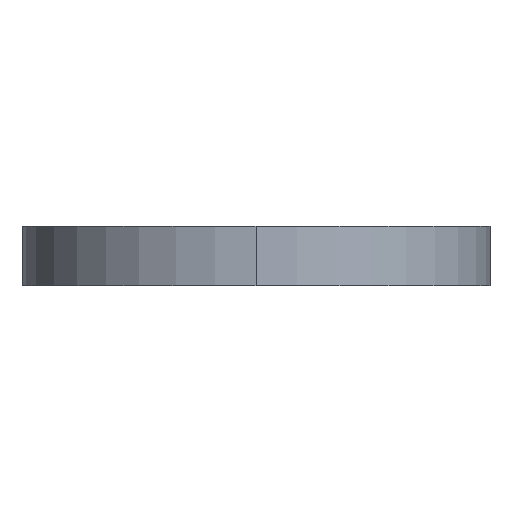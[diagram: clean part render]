
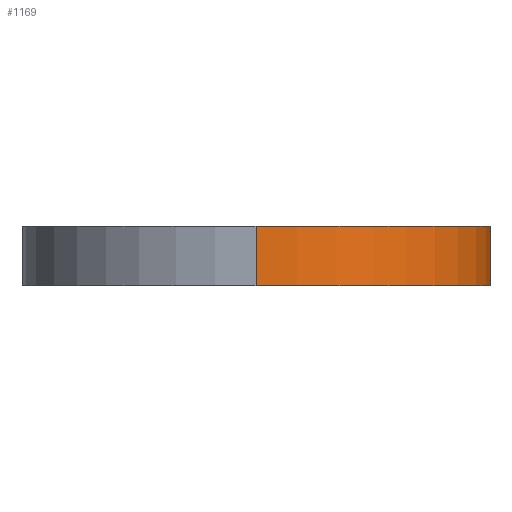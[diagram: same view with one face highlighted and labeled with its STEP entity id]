
A CAD part, left-side view. The second image highlights one B-rep face of the part: STEP entity #1169.
In plain terms, the highlighted cylindrical face has radius 25 mm (diameter 50 mm), a partial arc.
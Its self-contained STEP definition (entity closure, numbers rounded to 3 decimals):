
#8 = DIRECTION ( 'NONE',  ( 0., 0., -1. ) ) ;
#18 = DIRECTION ( 'NONE',  ( 0., 0., 1. ) ) ;
#78 = CARTESIAN_POINT ( 'NONE',  ( -25., 0., 6.4 ) ) ;
#92 = CARTESIAN_POINT ( 'NONE',  ( 0., 0., 6.4 ) ) ;
#170 = DIRECTION ( 'NONE',  ( 1., 0., 0. ) ) ;
#171 = VECTOR ( 'NONE', #8, 1000. ) ;
#213 = CARTESIAN_POINT ( 'NONE',  ( -25., 0., 0. ) ) ;
#218 = CARTESIAN_POINT ( 'NONE',  ( -25., 0., 6.4 ) ) ;
#236 = CYLINDRICAL_SURFACE ( 'NONE', #249, 25. ) ;
#249 = AXIS2_PLACEMENT_3D ( 'NONE', #92, #521, #325 ) ;
#281 = LINE ( 'NONE', #651, #532 ) ;
#284 = CARTESIAN_POINT ( 'NONE',  ( 0., 0., 6.4 ) ) ;
#288 = ORIENTED_EDGE ( 'NONE', *, *, #787, .T. ) ;
#308 = CARTESIAN_POINT ( 'NONE',  ( 12.424, -21.694, 0. ) ) ;
#325 = DIRECTION ( 'NONE',  ( -1., 0., 0. ) ) ;
#348 = AXIS2_PLACEMENT_3D ( 'NONE', #1310, #987, #720 ) ;
#393 = VERTEX_POINT ( 'NONE', #308 ) ;
#405 = ORIENTED_EDGE ( 'NONE', *, *, #1026, .F. ) ;
#511 = FACE_OUTER_BOUND ( 'NONE', #1260, .T. ) ;
#521 = DIRECTION ( 'NONE',  ( 0., 0., -1. ) ) ;
#532 = VECTOR ( 'NONE', #18, 1000. ) ;
#616 = DIRECTION ( 'NONE',  ( 0., 0., 1. ) ) ;
#651 = CARTESIAN_POINT ( 'NONE',  ( 12.424, -21.694, 6.4 ) ) ;
#655 = VERTEX_POINT ( 'NONE', #213 ) ;
#720 = DIRECTION ( 'NONE',  ( 1., 0., 0. ) ) ;
#741 = LINE ( 'NONE', #218, #171 ) ;
#785 = VERTEX_POINT ( 'NONE', #1276 ) ;
#787 = EDGE_CURVE ( 'NONE', #393, #785, #281, .T. ) ;
#818 = EDGE_CURVE ( 'NONE', #1155, #655, #741, .T. ) ;
#845 = ORIENTED_EDGE ( 'NONE', *, *, #991, .T. ) ;
#909 = ORIENTED_EDGE ( 'NONE', *, *, #818, .T. ) ;
#987 = DIRECTION ( 'NONE',  ( 0., 0., 1. ) ) ;
#991 = EDGE_CURVE ( 'NONE', #655, #393, #997, .T. ) ;
#997 = CIRCLE ( 'NONE', #348, 25. ) ;
#1019 = AXIS2_PLACEMENT_3D ( 'NONE', #284, #616, #170 ) ;
#1026 = EDGE_CURVE ( 'NONE', #1155, #785, #1113, .T. ) ;
#1113 = CIRCLE ( 'NONE', #1019, 25. ) ;
#1155 = VERTEX_POINT ( 'NONE', #78 ) ;
#1169 = ADVANCED_FACE ( 'NONE', ( #511 ), #236, .T. ) ;
#1260 = EDGE_LOOP ( 'NONE', ( #405, #909, #845, #288 ) ) ;
#1276 = CARTESIAN_POINT ( 'NONE',  ( 12.424, -21.694, 6.4 ) ) ;
#1310 = CARTESIAN_POINT ( 'NONE',  ( 0., 0., 0. ) ) ;
